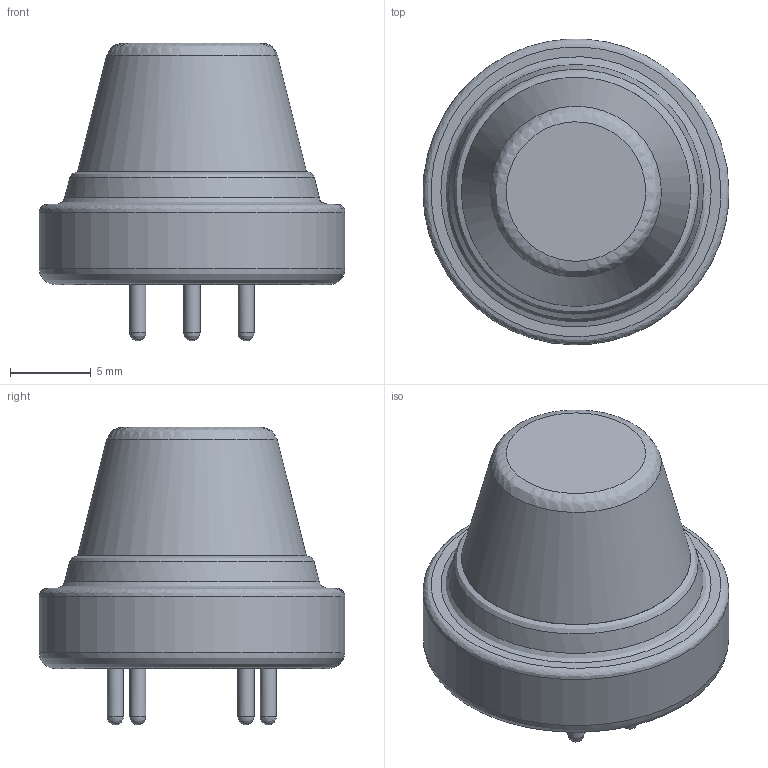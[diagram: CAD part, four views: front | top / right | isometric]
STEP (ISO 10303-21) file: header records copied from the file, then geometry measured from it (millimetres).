
FILE_DESCRIPTION(/* description */ (''),/* implementation_level */ '2;1');
FILE_NAME(/* name */ 'MQ-8GA~1',/* time_stamp */ '2022-10-22T14:16:41+02:00',/* author */ (''),/* organization */ (''),/* preprocessor_version */ 'ST-DEVELOPER v16.5',/* originating_system */ '',/* authorisation */ '');
FILE_SCHEMA (('AUTOMOTIVE_DESIGN'));
Length unit declared in the file: millimetre
Products named in the file (1): Document
Bounding box: 19 x 18.98 x 18.5 mm (x, y, z)
Volume: 943.9 mm3; surface area: 1647.4 mm2
Topology: 1 solids, 21 shells, 45 faces, 90 edges, 56 vertices
Faces by surface type: bspline 19, cylinder 15, plane 11
Full cylindrical faces by diameter (mm): 1 x12, 14.219 x1, 17 x1, 19 x1
Entity records: 1831 total; most frequent: CARTESIAN_POINT 1085, ORIENTED_EDGE 136, EDGE_CURVE 78, VERTEX_POINT 56, EDGE_LOOP 46, ADVANCED_FACE 45, FACE_OUTER_BOUND 45, DIRECTION 32
